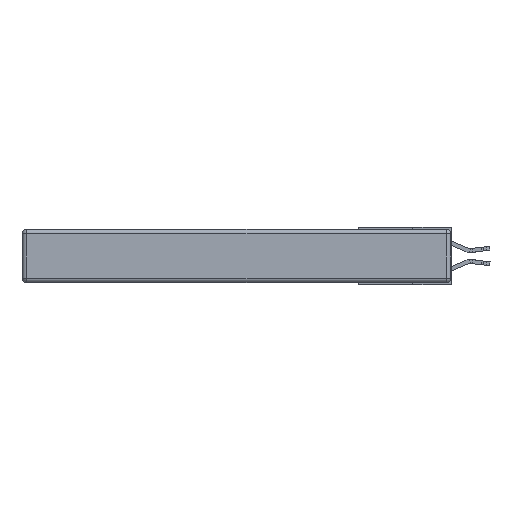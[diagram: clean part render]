
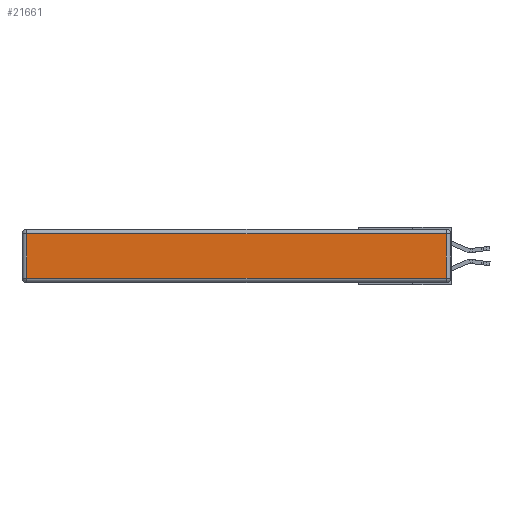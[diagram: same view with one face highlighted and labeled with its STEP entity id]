
A CAD part, left-side view. The second image highlights one B-rep face of the part: STEP entity #21661.
In plain terms, the highlighted planar face has unit normal (-1, 0, 0).
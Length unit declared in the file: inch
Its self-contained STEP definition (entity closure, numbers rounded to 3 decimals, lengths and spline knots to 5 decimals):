
#478 = VECTOR ( 'NONE', #12769, 39.37008 ) ;
#5080 = VERTEX_POINT ( 'NONE', #32038 ) ;
#5912 = LINE ( 'NONE', #15168, #9425 ) ;
#6924 = EDGE_CURVE ( 'NONE', #14971, #16606, #21537, .T. ) ;
#7011 = ORIENTED_EDGE ( 'NONE', *, *, #14284, .T. ) ;
#9093 = DIRECTION ( 'NONE',  ( -1., 0., 0. ) ) ;
#9425 = VECTOR ( 'NONE', #26832, 39.37008 ) ;
#10944 = PLANE ( 'NONE',  #26819 ) ;
#12769 = DIRECTION ( 'NONE',  ( 0., -1., 0. ) ) ;
#13858 = EDGE_CURVE ( 'NONE', #32035, #5080, #27709, .T. ) ;
#14284 = EDGE_CURVE ( 'NONE', #5080, #14971, #24178, .T. ) ;
#14971 = VERTEX_POINT ( 'NONE', #24478 ) ;
#15168 = CARTESIAN_POINT ( 'NONE',  ( 0., 2.75, -0.03 ) ) ;
#16606 = VERTEX_POINT ( 'NONE', #23288 ) ;
#17079 = EDGE_CURVE ( 'NONE', #16606, #32035, #5912, .T. ) ;
#17213 = DIRECTION ( 'NONE',  ( 0., 0., 1. ) ) ;
#17259 = DIRECTION ( 'NONE',  ( 0., 0., 1. ) ) ;
#18426 = CARTESIAN_POINT ( 'NONE',  ( 0., 0., -0.313 ) ) ;
#18501 = VECTOR ( 'NONE', #19313, 39.37008 ) ;
#19313 = DIRECTION ( 'NONE',  ( 0., 0., -1. ) ) ;
#19735 = CARTESIAN_POINT ( 'NONE',  ( 0., 0.03, -0.343 ) ) ;
#21537 = LINE ( 'NONE', #19735, #32897 ) ;
#21661 = ADVANCED_FACE ( 'NONE', ( #25649 ), #10944, .T. ) ;
#23288 = CARTESIAN_POINT ( 'NONE',  ( 0., 0.03, -0.03 ) ) ;
#24178 = LINE ( 'NONE', #18426, #478 ) ;
#24478 = CARTESIAN_POINT ( 'NONE',  ( 0., 0.03, -0.313 ) ) ;
#25524 = ORIENTED_EDGE ( 'NONE', *, *, #6924, .T. ) ;
#25649 = FACE_OUTER_BOUND ( 'NONE', #30463, .T. ) ;
#25898 = ORIENTED_EDGE ( 'NONE', *, *, #17079, .T. ) ;
#25933 = CARTESIAN_POINT ( 'NONE',  ( 0., 0., -0.343 ) ) ;
#26819 = AXIS2_PLACEMENT_3D ( 'NONE', #25933, #9093, #17213 ) ;
#26832 = DIRECTION ( 'NONE',  ( 0., 1., 0. ) ) ;
#27541 = CARTESIAN_POINT ( 'NONE',  ( 0., 2.72, -0.343 ) ) ;
#27709 = LINE ( 'NONE', #27541, #18501 ) ;
#30217 = ORIENTED_EDGE ( 'NONE', *, *, #13858, .T. ) ;
#30463 = EDGE_LOOP ( 'NONE', ( #7011, #25524, #25898, #30217 ) ) ;
#32035 = VERTEX_POINT ( 'NONE', #35341 ) ;
#32038 = CARTESIAN_POINT ( 'NONE',  ( 0., 2.72, -0.313 ) ) ;
#32897 = VECTOR ( 'NONE', #17259, 39.37008 ) ;
#35341 = CARTESIAN_POINT ( 'NONE',  ( 0., 2.72, -0.03 ) ) ;
